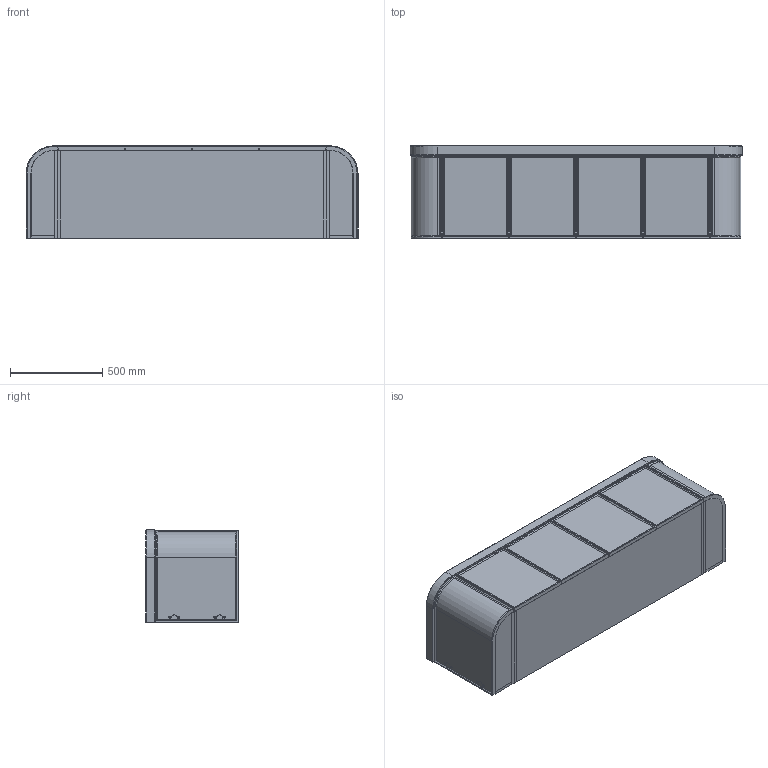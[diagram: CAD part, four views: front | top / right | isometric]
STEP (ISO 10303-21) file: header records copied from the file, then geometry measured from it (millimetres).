
FILE_DESCRIPTION (( 'STEP AP214' ), '1' );
FILE_NAME ('2355609.STEP', '2023-09-29T00:26:55', ( '' ), ( '' ), 'SwSTEP 2.0', 'SolidWorks 2021', '' );
FILE_SCHEMA (( 'AUTOMOTIVE_DESIGN' ));
Length unit declared in the file: millimetre
Products named in the file (9): Kado Era 1800 Carcass (DOOR); 1800 Benchtop (50mm) NO CUTOUT; End Carcass LEFT; 2355609; 1800 Door Kado Era; Kado Era 1800 (Door); End Carcass RIGHT; Kado Era Curved End Panel
Assembly tree (12 placements, depth 4):
  2355609
    Kado Era 1800 (Door)
      Kado Era 1800 Carcass (DOOR)
      End Carcass RIGHT
      Kado Era Curved End Panel  x2
      End Carcass LEFT
      1800 Door Kado Era  x4
        1800 Door Kado Era
      1800 Benchtop (50mm) NO CUTOUT
Bounding box: 1800 x 500 x 500 mm (x, y, z)
Volume: 86207313 mm3; surface area: 12180992.8 mm2
Topology: 26 solids, 26 shells, 413 faces, 864 edges, 568 vertices
Faces by surface type: plane 267, cylinder 138, cone 8
Entity records: 10543 total; most frequent: DIRECTION 1666, CARTESIAN_POINT 1525, ORIENTED_EDGE 1408, EDGE_CURVE 704, AXIS2_PLACEMENT_3D 605, VERTEX_POINT 464, VECTOR 456, LINE 456
